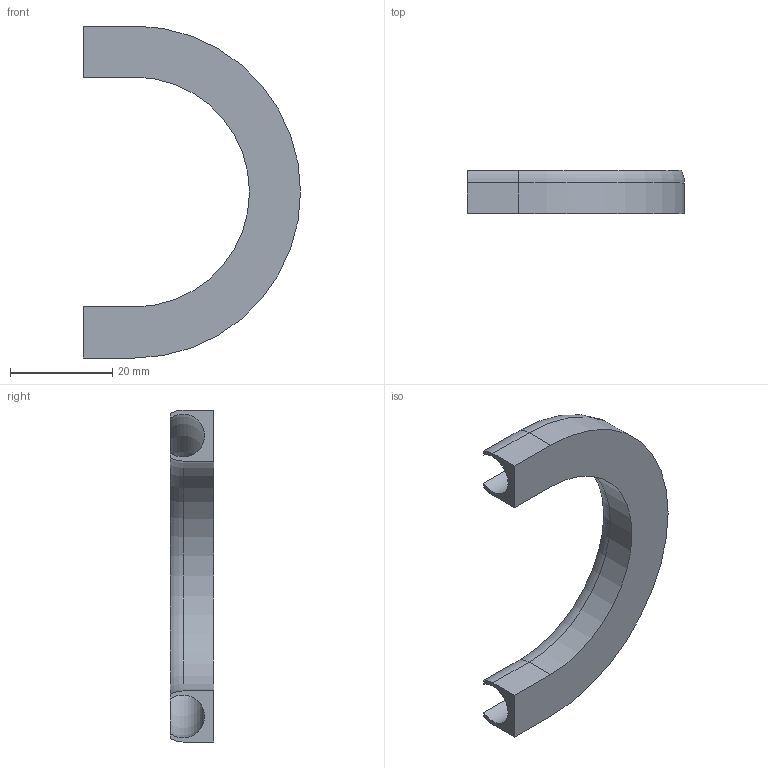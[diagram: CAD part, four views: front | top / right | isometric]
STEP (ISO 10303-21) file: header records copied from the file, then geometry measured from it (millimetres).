
FILE_DESCRIPTION((''),'2;1');
FILE_NAME('SCHLAUCHBOGEN','2025-03-10T17:06:32',('weiss'),(''),'CREO PARAMETRIC BY PTC INC, 2022014','CREO PARAMETRIC BY PTC INC, 2022014','');
FILE_SCHEMA(('CONFIG_CONTROL_DESIGN'));
Length unit declared in the file: millimetre
Products named in the file (1): SCHLAUCHBOGEN
Bounding box: 42.5 x 8.5 x 65 mm (x, y, z)
Volume: 3885.8 mm3; surface area: 5147.7 mm2
Topology: 1 solids, 1 shells, 20 faces, 52 edges, 34 vertices
Faces by surface type: plane 9, cylinder 8, torus 3
Entity records: 660 total; most frequent: DIRECTION 114, CARTESIAN_POINT 106, ORIENTED_EDGE 104, EDGE_CURVE 52, AXIS2_PLACEMENT_3D 42, VERTEX_POINT 34, VECTOR 30, LINE 30
